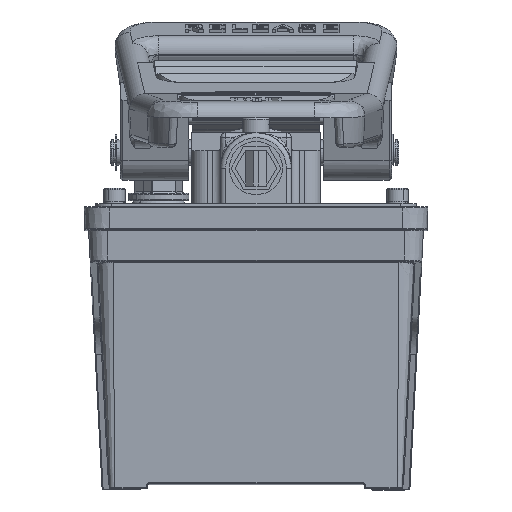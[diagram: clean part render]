
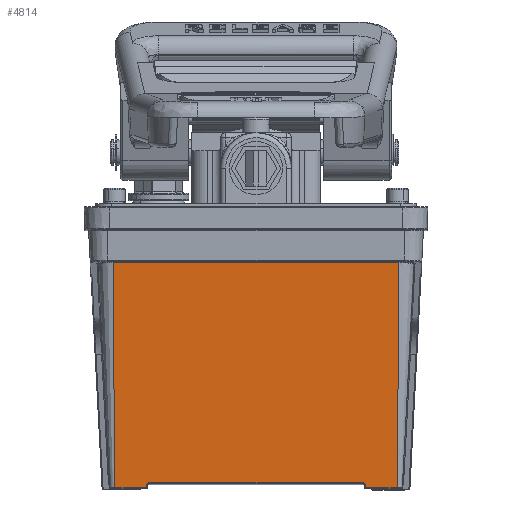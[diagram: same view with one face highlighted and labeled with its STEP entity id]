
A CAD part, top view. The second image highlights one B-rep face of the part: STEP entity #4814.
In plain terms, the highlighted planar face has unit normal (0, -0.052, 0.999).
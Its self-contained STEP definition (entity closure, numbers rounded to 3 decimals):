
#7 = ORIENTED_EDGE ( 'NONE', *, *, #62268, .T. ) ;
#639 = CARTESIAN_POINT ( 'NONE',  ( 244.951, -100.977, 249.463 ) ) ;
#1162 = ORIENTED_EDGE ( 'NONE', *, *, #59406, .F. ) ;
#3233 = DIRECTION ( 'NONE',  ( 1., 0., 0. ) ) ;
#3647 = DIRECTION ( 'NONE',  ( 0.052, 0.997, 0.052 ) ) ;
#4341 = CARTESIAN_POINT ( 'NONE',  ( 339.19, -28.61, 253.256 ) ) ;
#4814 = ADVANCED_FACE ( 'NONE', ( #100435 ), #83359, .F. ) ;
#8510 = CARTESIAN_POINT ( 'NONE',  ( 244.833, -86.025, 250.247 ) ) ;
#9110 = VECTOR ( 'NONE', #27043, 1000. ) ;
#9586 = VERTEX_POINT ( 'NONE', #69987 ) ;
#9637 = CARTESIAN_POINT ( 'NONE',  ( 357.096, -86.025, 250.247 ) ) ;
#10210 =( BOUNDED_CURVE ( )  B_SPLINE_CURVE ( 3, ( #49827, #49149, #26344, #10585 ),
 .UNSPECIFIED., .F., .T. ) 
 B_SPLINE_CURVE_WITH_KNOTS ( ( 4, 4 ),
 ( 1.623, 3.142 ),
 .UNSPECIFIED. ) 
 CURVE ( )  GEOMETRIC_REPRESENTATION_ITEM ( )  RATIONAL_B_SPLINE_CURVE ( ( 1., 0.817, 0.817, 1. ) ) 
 REPRESENTATION_ITEM ( '' )  );
#10395 = CARTESIAN_POINT ( 'NONE',  ( 258.186, -121.408, 248.393 ) ) ;
#10585 = CARTESIAN_POINT ( 'NONE',  ( 343.294, -121.408, 248.393 ) ) ;
#10758 = CARTESIAN_POINT ( 'NONE',  ( 258.151, -123.405, 248.288 ) ) ;
#11519 = CARTESIAN_POINT ( 'NONE',  ( 235.948, -121.408, 248.393 ) ) ;
#11874 = ORIENTED_EDGE ( 'NONE', *, *, #80383, .F. ) ;
#12111 = LINE ( 'NONE', #19091, #84025 ) ;
#12139 = CARTESIAN_POINT ( 'NONE',  ( 245.128, -123.405, 248.288 ) ) ;
#12385 = VERTEX_POINT ( 'NONE', #12139 ) ;
#12721 = EDGE_CURVE ( 'NONE', #53534, #9586, #37707, .T. ) ;
#15165 = CARTESIAN_POINT ( 'NONE',  ( 257.836, -122.166, 248.353 ) ) ;
#16408 = CARTESIAN_POINT ( 'NONE',  ( 244.775, -78.549, 250.639 ) ) ;
#16695 = VECTOR ( 'NONE', #43581, 1000. ) ;
#17263 = VERTEX_POINT ( 'NONE', #63567 ) ;
#18728 =( BOUNDED_CURVE ( )  B_SPLINE_CURVE ( 3, ( #89246, #10395, #97500, #81682 ),
 .UNSPECIFIED., .F., .F. ) 
 B_SPLINE_CURVE_WITH_KNOTS ( ( 4, 4 ),
 ( 0., 1.518 ),
 .UNSPECIFIED. ) 
 CURVE ( )  GEOMETRIC_REPRESENTATION_ITEM ( )  RATIONAL_B_SPLINE_CURVE ( ( 1., 0.817, 0.817, 1. ) ) 
 REPRESENTATION_ITEM ( '' )  );
#19091 = CARTESIAN_POINT ( 'NONE',  ( 262.384, -35.387, 252.901 ) ) ;
#20433 = VERTEX_POINT ( 'NONE', #15165 ) ;
#20823 = VERTEX_POINT ( 'NONE', #86526 ) ;
#21019 = CARTESIAN_POINT ( 'NONE',  ( 235.948, -34.005, 252.973 ) ) ;
#24702 = CARTESIAN_POINT ( 'NONE',  ( 357.037, -93.501, 249.855 ) ) ;
#25043 = CARTESIAN_POINT ( 'NONE',  ( 357.389, -48.863, 252.194 ) ) ;
#26344 = CARTESIAN_POINT ( 'NONE',  ( 343.744, -121.408, 248.393 ) ) ;
#27043 = DIRECTION ( 'NONE',  ( 1., 0., 0. ) ) ;
#27176 = VERTEX_POINT ( 'NONE', #52140 ) ;
#27577 = CARTESIAN_POINT ( 'NONE',  ( 244.454, -34.347, 252.955 ) ) ;
#28821 = DIRECTION ( 'NONE',  ( 0., -0.999, -0.052 ) ) ;
#31210 = B_SPLINE_CURVE_WITH_KNOTS ( 'NONE', 3,
 ( #71919, #85964, #55229, #71256, #93898, #56241, #16408, #8510, #47460, #639, #48111, #70922, #64074 ),
 .UNSPECIFIED., .F., .F.,
 ( 4, 3, 3, 3, 4 ),
 ( 0.401, 0.45, 0.5, 0.55, 0.6 ),
 .UNSPECIFIED. ) ;
#31256 = EDGE_CURVE ( 'NONE', #86841, #53534, #43285, .T. ) ;
#32017 = VECTOR ( 'NONE', #3233, 1000. ) ;
#37707 = B_SPLINE_CURVE_WITH_KNOTS ( 'NONE', 3,
 ( #95695, #63514, #95016, #71376, #24702, #9637, #79220, #48865, #40364, #71703, #25043, #79551, #48530 ),
 .UNSPECIFIED., .F., .F.,
 ( 4, 3, 3, 3, 4 ),
 ( 0.4, 0.45, 0.5, 0.55, 0.599 ),
 .UNSPECIFIED. ) ;
#39189 = VERTEX_POINT ( 'NONE', #27577 ) ;
#40072 = EDGE_CURVE ( 'NONE', #17263, #86841, #55253, .T. ) ;
#40364 = CARTESIAN_POINT ( 'NONE',  ( 357.272, -63.597, 251.422 ) ) ;
#40525 = LINE ( 'NONE', #10758, #32017 ) ;
#42693 = CARTESIAN_POINT ( 'NONE',  ( 358.778, -123.405, 248.288 ) ) ;
#43285 = LINE ( 'NONE', #42693, #9110 ) ;
#43581 = DIRECTION ( 'NONE',  ( 1., 0., 0. ) ) ;
#43945 = ORIENTED_EDGE ( 'NONE', *, *, #31256, .T. ) ;
#45368 = CARTESIAN_POINT ( 'NONE',  ( 343.294, -121.408, 248.393 ) ) ;
#47460 = CARTESIAN_POINT ( 'NONE',  ( 244.892, -93.501, 249.855 ) ) ;
#47973 = EDGE_CURVE ( 'NONE', #27176, #20433, #12111, .T. ) ;
#48111 = CARTESIAN_POINT ( 'NONE',  ( 245.01, -108.453, 249.072 ) ) ;
#48530 = CARTESIAN_POINT ( 'NONE',  ( 357.476, -34.347, 252.955 ) ) ;
#48865 = CARTESIAN_POINT ( 'NONE',  ( 357.214, -71.073, 251.031 ) ) ;
#49149 = CARTESIAN_POINT ( 'NONE',  ( 344.07, -121.717, 248.376 ) ) ;
#49827 = CARTESIAN_POINT ( 'NONE',  ( 344.093, -122.166, 248.353 ) ) ;
#51342 = ORIENTED_EDGE ( 'NONE', *, *, #73000, .T. ) ;
#51992 = ORIENTED_EDGE ( 'NONE', *, *, #82126, .T. ) ;
#52140 = CARTESIAN_POINT ( 'NONE',  ( 257.771, -123.405, 248.288 ) ) ;
#52370 = CARTESIAN_POINT ( 'NONE',  ( 356.801, -123.405, 248.288 ) ) ;
#53241 = VERTEX_POINT ( 'NONE', #45368 ) ;
#53534 = VERTEX_POINT ( 'NONE', #52370 ) ;
#55229 = CARTESIAN_POINT ( 'NONE',  ( 244.541, -48.863, 252.194 ) ) ;
#55253 = LINE ( 'NONE', #4341, #96889 ) ;
#56241 = CARTESIAN_POINT ( 'NONE',  ( 244.716, -71.073, 251.031 ) ) ;
#56877 = LINE ( 'NONE', #11519, #16695 ) ;
#56907 = VECTOR ( 'NONE', #92272, 1000. ) ;
#57259 = CARTESIAN_POINT ( 'NONE',  ( 344.158, -123.405, 248.288 ) ) ;
#59406 = EDGE_CURVE ( 'NONE', #17263, #53241, #10210, .T. ) ;
#62268 = EDGE_CURVE ( 'NONE', #20823, #53241, #56877, .T. ) ;
#63514 = CARTESIAN_POINT ( 'NONE',  ( 357.192, -115.946, 248.679 ) ) ;
#63567 = CARTESIAN_POINT ( 'NONE',  ( 344.093, -122.166, 248.353 ) ) ;
#64074 = CARTESIAN_POINT ( 'NONE',  ( 245.128, -123.405, 248.288 ) ) ;
#67969 = CARTESIAN_POINT ( 'NONE',  ( 244.437, -34.347, 252.955 ) ) ;
#69987 = CARTESIAN_POINT ( 'NONE',  ( 357.476, -34.347, 252.955 ) ) ;
#70922 = CARTESIAN_POINT ( 'NONE',  ( 244.737, -115.946, 248.679 ) ) ;
#71256 = CARTESIAN_POINT ( 'NONE',  ( 244.598, -56.121, 251.814 ) ) ;
#71376 = CARTESIAN_POINT ( 'NONE',  ( 356.978, -100.977, 249.463 ) ) ;
#71703 = CARTESIAN_POINT ( 'NONE',  ( 357.331, -56.121, 251.814 ) ) ;
#71919 = CARTESIAN_POINT ( 'NONE',  ( 244.454, -34.347, 252.955 ) ) ;
#73000 = EDGE_CURVE ( 'NONE', #12385, #27176, #40525, .T. ) ;
#74975 = DIRECTION ( 'NONE',  ( 0.052, -0.997, -0.052 ) ) ;
#75517 = DIRECTION ( 'NONE',  ( 0., 0.052, -0.999 ) ) ;
#79220 = CARTESIAN_POINT ( 'NONE',  ( 357.155, -78.549, 250.639 ) ) ;
#79551 = CARTESIAN_POINT ( 'NONE',  ( 357.133, -41.589, 252.576 ) ) ;
#80383 = EDGE_CURVE ( 'NONE', #20823, #20433, #18728, .T. ) ;
#80726 = ORIENTED_EDGE ( 'NONE', *, *, #12721, .T. ) ;
#81682 = CARTESIAN_POINT ( 'NONE',  ( 257.836, -122.166, 248.353 ) ) ;
#82126 = EDGE_CURVE ( 'NONE', #39189, #12385, #31210, .T. ) ;
#82401 = ORIENTED_EDGE ( 'NONE', *, *, #40072, .T. ) ;
#83359 = PLANE ( 'NONE',  #91920 ) ;
#84025 = VECTOR ( 'NONE', #3647, 1000. ) ;
#85814 = ORIENTED_EDGE ( 'NONE', *, *, #93137, .T. ) ;
#85964 = CARTESIAN_POINT ( 'NONE',  ( 244.796, -41.589, 252.576 ) ) ;
#86526 = CARTESIAN_POINT ( 'NONE',  ( 258.635, -121.408, 248.393 ) ) ;
#86740 = ORIENTED_EDGE ( 'NONE', *, *, #47973, .T. ) ;
#86841 = VERTEX_POINT ( 'NONE', #57259 ) ;
#89246 = CARTESIAN_POINT ( 'NONE',  ( 258.635, -121.408, 248.393 ) ) ;
#90422 = EDGE_LOOP ( 'NONE', ( #80726, #85814, #51992, #51342, #86740, #11874, #7, #1162, #82401, #43945 ) ) ;
#91920 = AXIS2_PLACEMENT_3D ( 'NONE', #21019, #75517, #28821 ) ;
#92272 = DIRECTION ( 'NONE',  ( -1., 0., 0. ) ) ;
#93137 = EDGE_CURVE ( 'NONE', #9586, #39189, #97279, .T. ) ;
#93898 = CARTESIAN_POINT ( 'NONE',  ( 244.657, -63.597, 251.422 ) ) ;
#95016 = CARTESIAN_POINT ( 'NONE',  ( 356.919, -108.453, 249.072 ) ) ;
#95695 = CARTESIAN_POINT ( 'NONE',  ( 356.801, -123.405, 248.288 ) ) ;
#96889 = VECTOR ( 'NONE', #74975, 1000. ) ;
#97279 = LINE ( 'NONE', #67969, #56907 ) ;
#97500 = CARTESIAN_POINT ( 'NONE',  ( 257.86, -121.717, 248.376 ) ) ;
#100435 = FACE_OUTER_BOUND ( 'NONE', #90422, .T. ) ;
